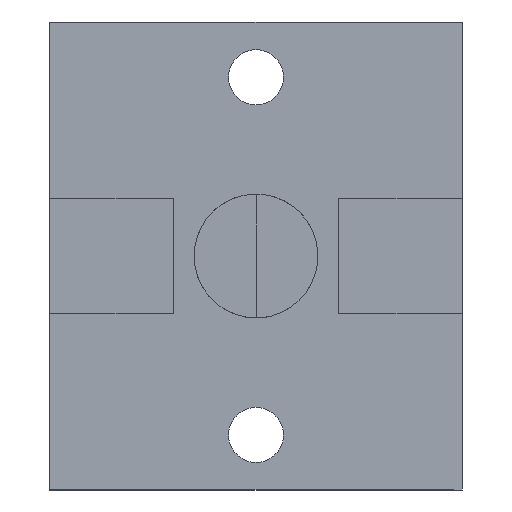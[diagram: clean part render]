
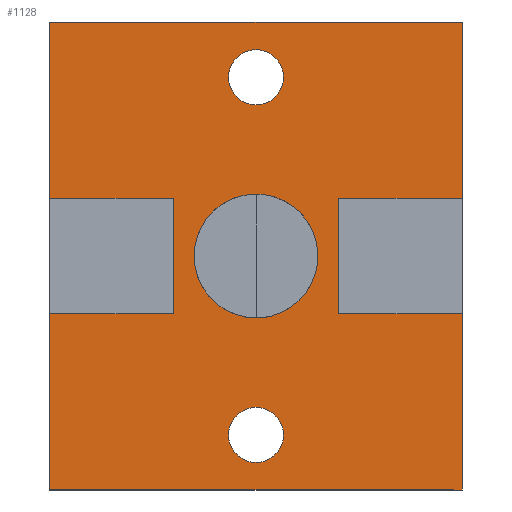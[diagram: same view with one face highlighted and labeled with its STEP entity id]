
A CAD part, left-side view. The second image highlights one B-rep face of the part: STEP entity #1128.
In plain terms, the highlighted face is planar.
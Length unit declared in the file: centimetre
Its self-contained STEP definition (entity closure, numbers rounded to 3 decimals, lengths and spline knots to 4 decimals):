
#55=FACE_BOUND('',#212,.T.);
#56=FACE_BOUND('',#213,.T.);
#57=FACE_BOUND('',#214,.T.);
#132=FACE_OUTER_BOUND('',#211,.T.);
#211=EDGE_LOOP('',(#1012,#1013,#1014,#1015,#1016,#1017,#1018,#1019,#1020,
#1021,#1022,#1023));
#212=EDGE_LOOP('',(#1024));
#213=EDGE_LOOP('',(#1025));
#214=EDGE_LOOP('',(#1026));
#242=CIRCLE('',#1204,0.2);
#245=CIRCLE('',#1211,0.45);
#246=CIRCLE('',#1224,0.2);
#339=LINE('',#1808,#455);
#342=LINE('',#1813,#458);
#344=LINE('',#1817,#460);
#346=LINE('',#1822,#462);
#349=LINE('',#1827,#465);
#351=LINE('',#1831,#467);
#354=LINE('',#1837,#470);
#355=LINE('',#1839,#471);
#358=LINE('',#1844,#474);
#360=LINE('',#1848,#476);
#361=LINE('',#1849,#477);
#362=LINE('',#1851,#478);
#455=VECTOR('',#1484,0.9);
#458=VECTOR('',#1489,0.84);
#460=VECTOR('',#1493,0.9);
#462=VECTOR('',#1497,0.9);
#465=VECTOR('',#1502,0.84);
#467=VECTOR('',#1506,0.9);
#470=VECTOR('',#1513,1.28);
#471=VECTOR('',#1514,1.28);
#474=VECTOR('',#1519,3.);
#476=VECTOR('',#1523,1.28);
#477=VECTOR('',#1524,1.28);
#478=VECTOR('',#1527,3.);
#558=VERTEX_POINT('',#1777);
#569=VERTEX_POINT('',#1803);
#570=VERTEX_POINT('',#1806);
#571=VERTEX_POINT('',#1807);
#572=VERTEX_POINT('',#1812);
#573=VERTEX_POINT('',#1816);
#574=VERTEX_POINT('',#1820);
#575=VERTEX_POINT('',#1821);
#576=VERTEX_POINT('',#1826);
#577=VERTEX_POINT('',#1830);
#578=VERTEX_POINT('',#1835);
#579=VERTEX_POINT('',#1838);
#580=VERTEX_POINT('',#1842);
#581=VERTEX_POINT('',#1846);
#582=VERTEX_POINT('',#1853);
#694=EDGE_CURVE('',#558,#558,#242,.T.);
#705=EDGE_CURVE('',#569,#569,#245,.T.);
#706=EDGE_CURVE('',#570,#571,#339,.T.);
#709=EDGE_CURVE('',#572,#570,#342,.T.);
#711=EDGE_CURVE('',#573,#572,#344,.T.);
#713=EDGE_CURVE('',#574,#575,#346,.T.);
#716=EDGE_CURVE('',#576,#574,#349,.T.);
#718=EDGE_CURVE('',#576,#577,#351,.T.);
#721=EDGE_CURVE('',#578,#571,#354,.T.);
#722=EDGE_CURVE('',#573,#579,#355,.T.);
#725=EDGE_CURVE('',#578,#580,#358,.T.);
#727=EDGE_CURVE('',#581,#575,#360,.T.);
#728=EDGE_CURVE('',#577,#580,#361,.T.);
#729=EDGE_CURVE('',#581,#579,#362,.T.);
#730=EDGE_CURVE('',#582,#582,#246,.T.);
#1012=ORIENTED_EDGE('',*,*,#725,.T.);
#1013=ORIENTED_EDGE('',*,*,#728,.F.);
#1014=ORIENTED_EDGE('',*,*,#718,.F.);
#1015=ORIENTED_EDGE('',*,*,#716,.T.);
#1016=ORIENTED_EDGE('',*,*,#713,.T.);
#1017=ORIENTED_EDGE('',*,*,#727,.F.);
#1018=ORIENTED_EDGE('',*,*,#729,.T.);
#1019=ORIENTED_EDGE('',*,*,#722,.F.);
#1020=ORIENTED_EDGE('',*,*,#711,.T.);
#1021=ORIENTED_EDGE('',*,*,#709,.T.);
#1022=ORIENTED_EDGE('',*,*,#706,.T.);
#1023=ORIENTED_EDGE('',*,*,#721,.F.);
#1024=ORIENTED_EDGE('',*,*,#694,.T.);
#1025=ORIENTED_EDGE('',*,*,#730,.T.);
#1026=ORIENTED_EDGE('',*,*,#705,.T.);
#1069=PLANE('',#1225);
#1128=ADVANCED_FACE('',(#132,#55,#56,#57),#1069,.T.);
#1204=AXIS2_PLACEMENT_3D('',#1778,#1458,#1459);
#1211=AXIS2_PLACEMENT_3D('',#1804,#1480,#1481);
#1224=AXIS2_PLACEMENT_3D('',#1854,#1530,#1531);
#1225=AXIS2_PLACEMENT_3D('',#1855,#1532,#1533);
#1458=DIRECTION('center_axis',(0.,0.,-1.));
#1459=DIRECTION('ref_axis',(-1.,0.,0.));
#1480=DIRECTION('center_axis',(0.,0.,-1.));
#1481=DIRECTION('ref_axis',(1.,0.,0.));
#1484=DIRECTION('',(0.,-1.,0.));
#1489=DIRECTION('',(1.,0.,0.));
#1493=DIRECTION('',(0.,1.,0.));
#1497=DIRECTION('',(0.,1.,0.));
#1502=DIRECTION('',(-1.,0.,0.));
#1506=DIRECTION('',(0.,1.,0.));
#1513=DIRECTION('',(-1.,0.,0.));
#1514=DIRECTION('',(-1.,0.,0.));
#1519=DIRECTION('',(0.,1.,0.));
#1523=DIRECTION('',(1.,0.,0.));
#1524=DIRECTION('',(1.,0.,0.));
#1527=DIRECTION('',(0.,-1.,0.));
#1530=DIRECTION('center_axis',(0.,0.,-1.));
#1531=DIRECTION('ref_axis',(-1.,0.,0.));
#1532=DIRECTION('center_axis',(0.,0.,1.));
#1533=DIRECTION('ref_axis',(1.,0.,0.));
#1777=CARTESIAN_POINT('',(3.5,-4.7,-0.1));
#1778=CARTESIAN_POINT('Origin',(3.3,-4.7,-0.1));
#1803=CARTESIAN_POINT('',(4.15,-4.7,-0.1));
#1804=CARTESIAN_POINT('Origin',(4.6,-4.7,-0.1));
#1806=CARTESIAN_POINT('',(5.02,-5.3,-0.1));
#1807=CARTESIAN_POINT('',(5.02,-6.2,-0.1));
#1808=CARTESIAN_POINT('',(5.02,-6.825,-0.1));
#1812=CARTESIAN_POINT('',(4.18,-5.3,-0.1));
#1813=CARTESIAN_POINT('',(4.66,-5.3,-0.1));
#1816=CARTESIAN_POINT('',(4.18,-6.2,-0.1));
#1817=CARTESIAN_POINT('',(4.18,-6.275,-0.1));
#1820=CARTESIAN_POINT('',(4.18,-4.1,-0.1));
#1821=CARTESIAN_POINT('',(4.18,-3.2,-0.1));
#1822=CARTESIAN_POINT('',(4.18,-5.125,-0.1));
#1826=CARTESIAN_POINT('',(5.02,-4.1,-0.1));
#1827=CARTESIAN_POINT('',(4.24,-4.1,-0.1));
#1830=CARTESIAN_POINT('',(5.02,-3.2,-0.1));
#1831=CARTESIAN_POINT('',(5.02,-3.5,-0.1));
#1835=CARTESIAN_POINT('',(6.3,-6.2,-0.1));
#1837=CARTESIAN_POINT('',(3.5,-6.2,-0.1));
#1838=CARTESIAN_POINT('',(2.9,-6.2,-0.1));
#1839=CARTESIAN_POINT('',(3.5,-6.2,-0.1));
#1842=CARTESIAN_POINT('',(6.3,-3.2,-0.1));
#1844=CARTESIAN_POINT('',(6.3,-7.475,-0.1));
#1846=CARTESIAN_POINT('',(2.9,-3.2,-0.1));
#1848=CARTESIAN_POINT('',(6.7,-3.2,-0.1));
#1849=CARTESIAN_POINT('',(6.7,-3.2,-0.1));
#1851=CARTESIAN_POINT('',(2.9,-8.625,-0.1));
#1853=CARTESIAN_POINT('',(6.099,-4.7,-0.1));
#1854=CARTESIAN_POINT('Origin',(5.899,-4.7,-0.1));
#1855=CARTESIAN_POINT('Origin',(4.3,-7.25,-0.1));
